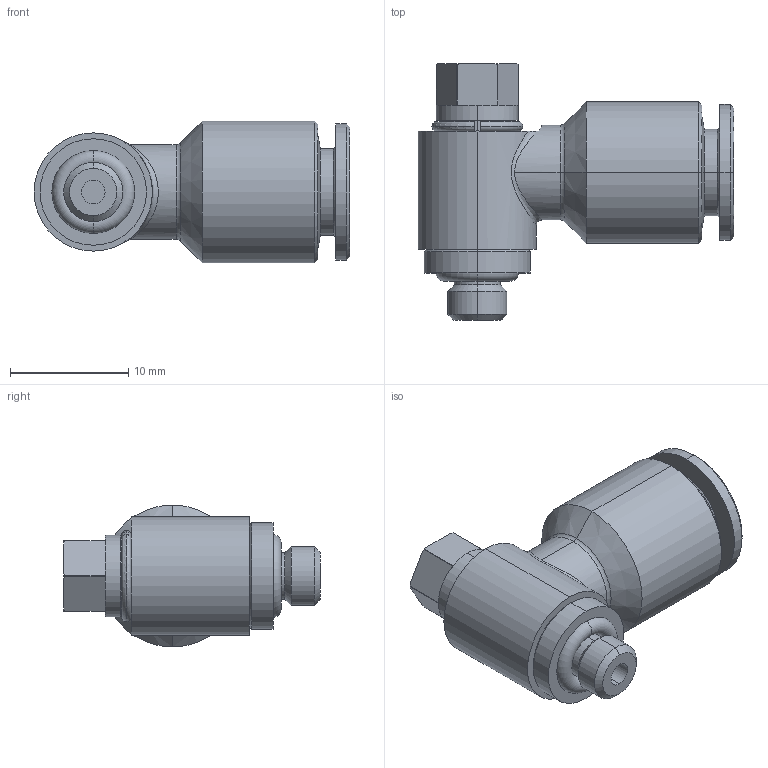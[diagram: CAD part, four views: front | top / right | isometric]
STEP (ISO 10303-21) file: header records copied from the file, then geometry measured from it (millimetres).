
FILE_DESCRIPTION(( 'MV.44.06.M5-0.3.STEP' ), '1');
FILE_NAME( 'MV.44.06.M5-0.3.STEP', '2018-10-05T11:52:47',( 'Sopra'),('sopra-pneumatic.com'), 'SwSTEP 2.0','SolidWorks 2009','' );
FILE_SCHEMA (( 'CONFIG_CONTROL_DESIGN' ));
Length unit declared in the file: millimetre
Products named in the file (1): 04340C30-03
Bounding box: 26.7 x 21.7 x 12 mm (x, y, z)
Volume: 2264.8 mm3; surface area: 1947 mm2
Topology: 2 solids, 2 shells, 82 faces, 183 edges, 114 vertices
Faces by surface type: plane 26, cylinder 25, cone 24, torus 6, bspline 1
Entity records: 3111 total; most frequent: CARTESIAN_POINT 1178, DIRECTION 416, ORIENTED_EDGE 366, EDGE_CURVE 183, AXIS2_PLACEMENT_3D 174, VERTEX_POINT 114, CIRCLE 92, EDGE_LOOP 91
